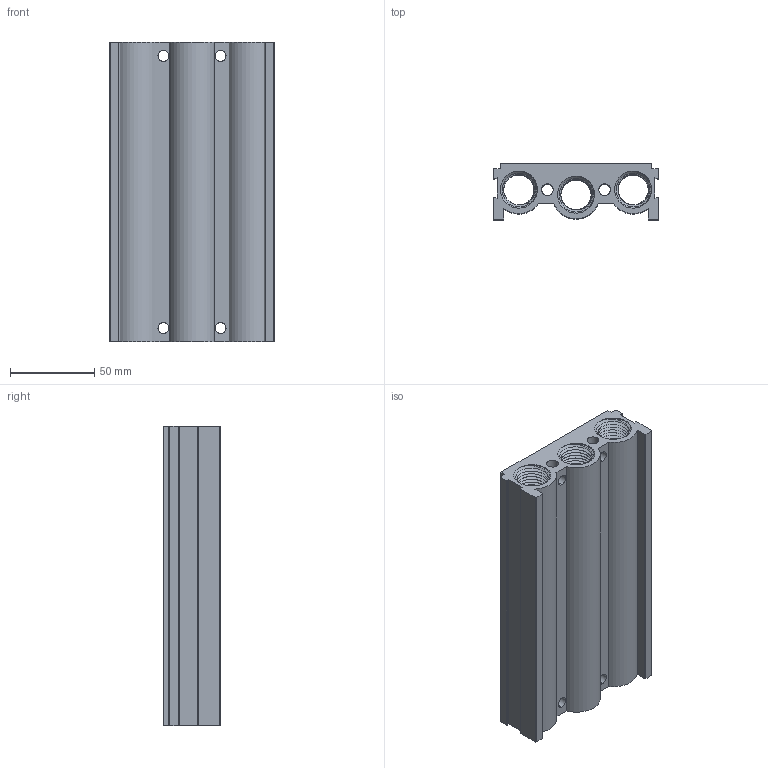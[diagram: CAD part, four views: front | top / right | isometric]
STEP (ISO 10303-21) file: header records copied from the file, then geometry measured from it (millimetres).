
FILE_DESCRIPTION (( 'STEP AP203' ), '1' );
FILE_NAME ('mf6500-m04.STEP', '2013-02-04T05:37:20', ( '' ), ( '' ), 'SwSTEP 2.0', 'SolidWorks 2008', '' );
FILE_SCHEMA (( 'CONFIG_CONTROL_DESIGN' ));
Length unit declared in the file: millimetre
Products named in the file (1): mf6500-m04
Bounding box: 98 x 33.5 x 178 mm (x, y, z)
Volume: 288047.7 mm3; surface area: 105509.2 mm2
Topology: 1 solids, 1 shells, 286 faces, 920 edges, 644 vertices
Faces by surface type: cylinder 185, plane 57, bspline 24, cone 20
Entity records: 23822 total; most frequent: CARTESIAN_POINT 16342, ORIENTED_EDGE 1840, DIRECTION 1192, EDGE_CURVE 920, VERTEX_POINT 644, AXIS2_PLACEMENT_3D 445, EDGE_LOOP 344, B_SPLINE_CURVE_WITH_KNOTS 336
